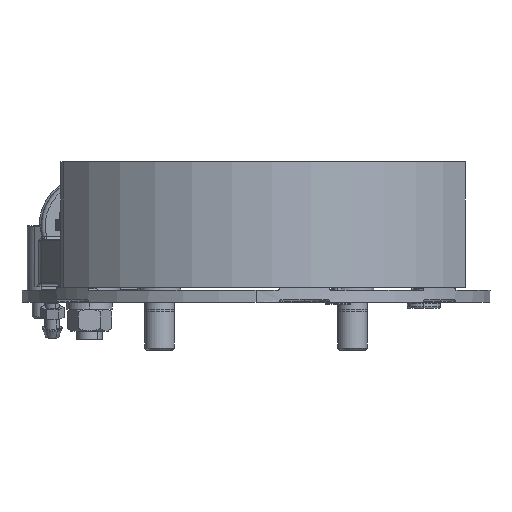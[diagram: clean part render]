
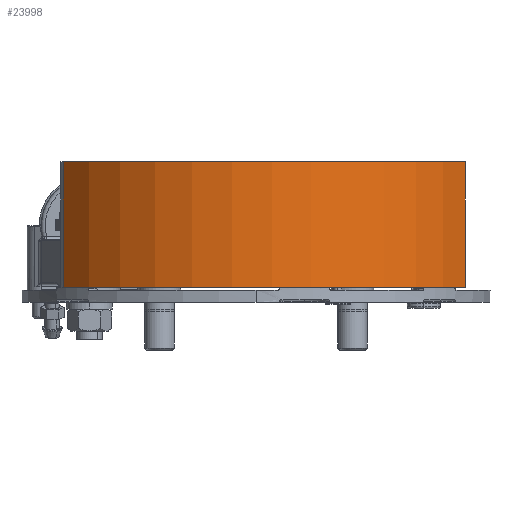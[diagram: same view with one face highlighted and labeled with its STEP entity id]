
A CAD part, left-side view. The second image highlights one B-rep face of the part: STEP entity #23998.
In plain terms, the highlighted cylindrical face has radius 88.646 mm (diameter 177.292 mm), a partial arc.
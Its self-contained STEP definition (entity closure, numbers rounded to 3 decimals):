
#446 = ORIENTED_EDGE ( 'NONE', *, *, #47393, .F. ) ;
#4414 = DIRECTION ( 'NONE',  ( 1., 0., 0. ) ) ;
#8399 = CARTESIAN_POINT ( 'NONE',  ( 0., 0., 23.368 ) ) ;
#8916 = CARTESIAN_POINT ( 'NONE',  ( 53.725, 70.511, 23.368 ) ) ;
#9895 = EDGE_LOOP ( 'NONE', ( #446, #66721, #55240, #59733 ) ) ;
#9952 = VERTEX_POINT ( 'NONE', #37861 ) ;
#13279 = VECTOR ( 'NONE', #65602, 1000. ) ;
#15151 = DIRECTION ( 'NONE',  ( 0., 0., -1. ) ) ;
#16967 = VERTEX_POINT ( 'NONE', #8916 ) ;
#17039 = FACE_OUTER_BOUND ( 'NONE', #9895, .T. ) ;
#17690 = EDGE_CURVE ( 'NONE', #16967, #17810, #50514, .T. ) ;
#17810 = VERTEX_POINT ( 'NONE', #59336 ) ;
#23998 = ADVANCED_FACE ( 'NONE', ( #17039 ), #43474, .T. ) ;
#26599 = CARTESIAN_POINT ( 'NONE',  ( 53.725, 70.511, 23.368 ) ) ;
#29419 = DIRECTION ( 'NONE',  ( -1., 0., 0. ) ) ;
#36129 = DIRECTION ( 'NONE',  ( 0., 0., -1. ) ) ;
#36551 = VECTOR ( 'NONE', #37236, 1000. ) ;
#36577 = AXIS2_PLACEMENT_3D ( 'NONE', #8399, #45339, #29419 ) ;
#37236 = DIRECTION ( 'NONE',  ( 0., 0., -1. ) ) ;
#37861 = CARTESIAN_POINT ( 'NONE',  ( 40.294, -78.959, 23.368 ) ) ;
#38262 = AXIS2_PLACEMENT_3D ( 'NONE', #46794, #15151, #52086 ) ;
#39302 = CARTESIAN_POINT ( 'NONE',  ( 40.294, -78.959, 23.368 ) ) ;
#41383 = LINE ( 'NONE', #39302, #13279 ) ;
#41430 = CARTESIAN_POINT ( 'NONE',  ( 40.294, -78.959, -23.368 ) ) ;
#43474 = CYLINDRICAL_SURFACE ( 'NONE', #36577, 88.646 ) ;
#45339 = DIRECTION ( 'NONE',  ( 0., 0., -1. ) ) ;
#46431 = AXIS2_PLACEMENT_3D ( 'NONE', #67748, #36129, #4414 ) ;
#46794 = CARTESIAN_POINT ( 'NONE',  ( 0., 0., 23.368 ) ) ;
#47393 = EDGE_CURVE ( 'NONE', #17810, #51817, #64761, .T. ) ;
#48897 = EDGE_CURVE ( 'NONE', #16967, #9952, #51494, .T. ) ;
#50514 = LINE ( 'NONE', #26599, #36551 ) ;
#51494 = CIRCLE ( 'NONE', #38262, 88.646 ) ;
#51817 = VERTEX_POINT ( 'NONE', #41430 ) ;
#52086 = DIRECTION ( 'NONE',  ( 1., 0., 0. ) ) ;
#55240 = ORIENTED_EDGE ( 'NONE', *, *, #48897, .T. ) ;
#56591 = EDGE_CURVE ( 'NONE', #9952, #51817, #41383, .T. ) ;
#59336 = CARTESIAN_POINT ( 'NONE',  ( 53.725, 70.511, -23.368 ) ) ;
#59733 = ORIENTED_EDGE ( 'NONE', *, *, #56591, .T. ) ;
#64761 = CIRCLE ( 'NONE', #46431, 88.646 ) ;
#65602 = DIRECTION ( 'NONE',  ( 0., 0., -1. ) ) ;
#66721 = ORIENTED_EDGE ( 'NONE', *, *, #17690, .F. ) ;
#67748 = CARTESIAN_POINT ( 'NONE',  ( 0., 0., -23.368 ) ) ;
